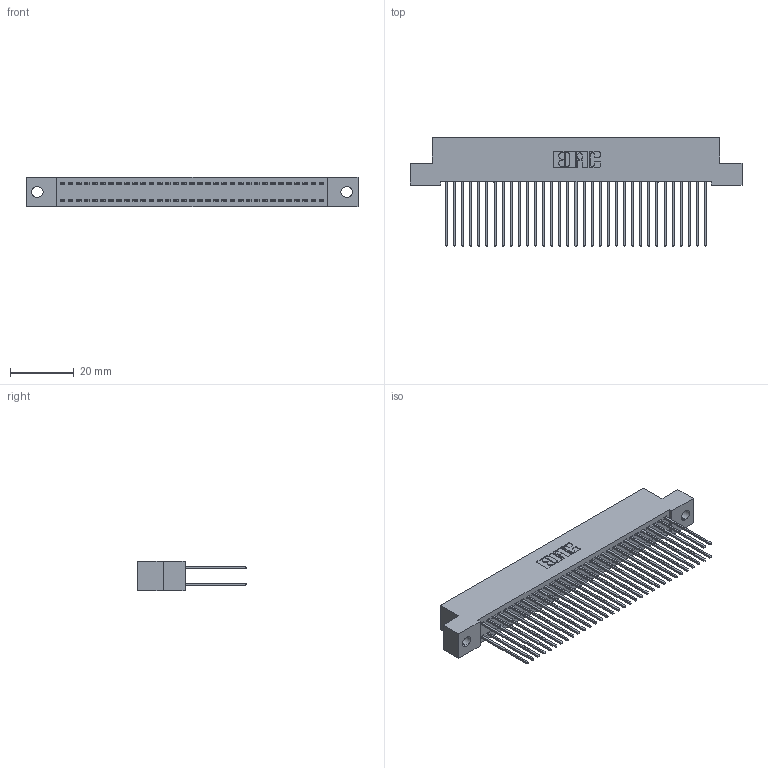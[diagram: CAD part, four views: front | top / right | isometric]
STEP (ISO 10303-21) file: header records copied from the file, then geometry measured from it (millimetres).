
FILE_DESCRIPTION (( 'STEP AP203' ), '1' );
FILE_NAME ('392-066-541-202.STEP', '2018-08-17T22:14:51', ( '' ), ( '' ), 'SwSTEP 2.0', 'SolidWorks 2016', '' );
FILE_SCHEMA (( 'CONFIG_CONTROL_DESIGN' ));
Length unit declared in the file: inch
Products named in the file (3): 392-066-541-202; 342 Part_.128 Slot; 345-292-001_345-293-141
Assembly tree (67 placements, depth 2):
  392-066-541-202
    342 Part_.128 Slot
    345-292-001_345-293-141  x66
Bounding box: 104.14 x 34.3 x 9.4 mm (x, y, z)
Volume: 9640.9 mm3; surface area: 16942.9 mm2
Topology: 67 solids, 67 shells, 3546 faces, 10541 edges, 6938 vertices
Faces by surface type: plane 2446, cylinder 1100
Entity records: 22415 total; most frequent: CARTESIAN_POINT 3726, ORIENTED_EDGE 3662, DIRECTION 3199, EDGE_CURVE 1831, VECTOR 1703, LINE 1703, VERTEX_POINT 1218, AXIS2_PLACEMENT_3D 748
